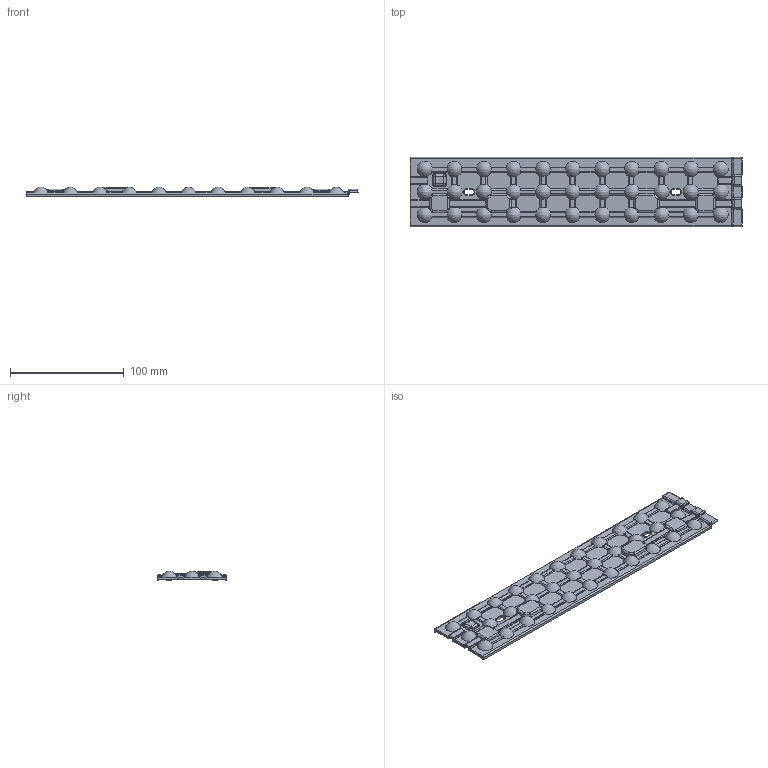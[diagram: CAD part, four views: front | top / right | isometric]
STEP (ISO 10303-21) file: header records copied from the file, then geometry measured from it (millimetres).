
FILE_DESCRIPTION (( 'STEP AP214' ), '1' );
FILE_NAME ('12913_Rev_1_WB_ASBoard_Customer.STEP', '2015-09-10T08:12:20', ( '' ), ( '' ), 'SwSTEP 2.0', 'SolidWorks 2014', '' );
FILE_SCHEMA (( 'AUTOMOTIVE_DESIGN' ));
Length unit declared in the file: millimetre
Products named in the file (1): 12913_Rev_1_WB_ASBoard_Customer
Bounding box: 292 x 61 x 8.6 mm (x, y, z)
Volume: 46307.9 mm3; surface area: 43639.9 mm2
Topology: 1 solids, 1 shells, 2194 faces, 6095 edges, 3896 vertices
Faces by surface type: plane 1127, cylinder 485, bspline 464, sphere 78, cone 30, torus 10
Entity records: 96304 total; most frequent: CARTESIAN_POINT 49214, ORIENTED_EDGE 12022, DIRECTION 6450, EDGE_CURVE 6011, VERTEX_POINT 3896, B_SPLINE_CURVE_WITH_KNOTS 3162, EDGE_LOOP 2275, AXIS2_PLACEMENT_3D 2234
